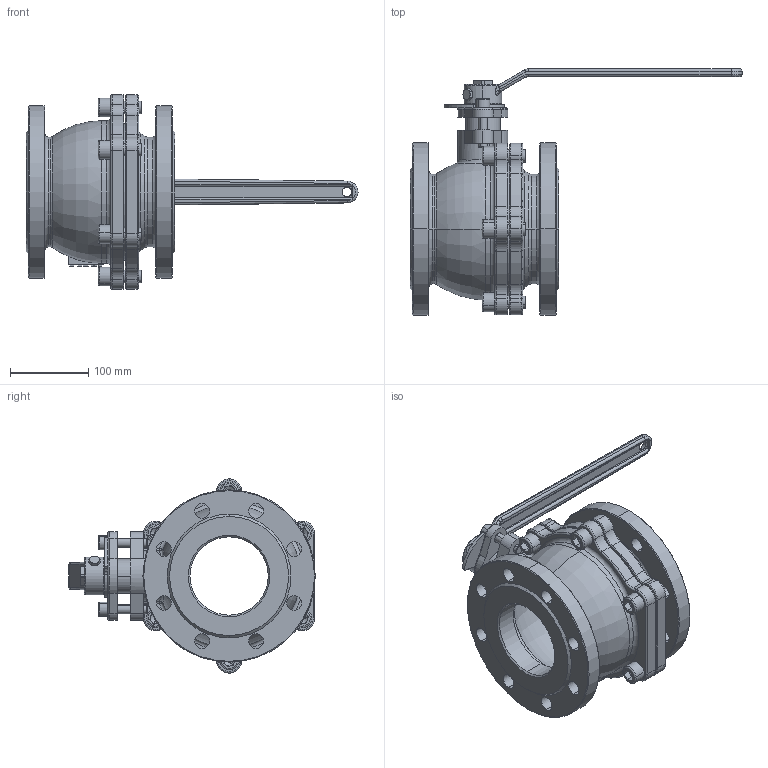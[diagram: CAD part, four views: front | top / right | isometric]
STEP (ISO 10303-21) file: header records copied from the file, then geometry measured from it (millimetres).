
FILE_DESCRIPTION (( 'STEP AP203' ), '1' );
FILE_NAME ('肅100蚾饜极.STEP', '2023-08-23T07:05:31', ( '' ), ( '' ), 'SwSTEP 2.0', 'SolidWorks 2021', '' );
FILE_SCHEMA (( 'CONFIG_CONTROL_DESIGN' ));
Length unit declared in the file: millimetre
Products named in the file (10): 日100借德100填料压盖; 日100借德100限位块; 日100借德100手柄; hexagon socket head cap screws gb_GB_FASTENER_SCREWS_HSHCS M16X40-N; hexagon socket head cap screws gb_GB_FASTENER_SCREWS_HSHCS M12X50-N; 肅100蚾饜极; 肅100酘概极1; hexagon head bolts-full thread gb_GB_FASTENER_BOLT_STBAB A M8X20-N; 肅100衵概极; 日100借德100阀杆
Assembly tree (15 placements, depth 2):
  肅100蚾饜极
    肅100酘概极1
    肅100衵概极
    日100借德100阀杆
    日100借德100填料压盖
    日100借德100限位块
    日100借德100手柄
    hexagon socket head cap screws gb_GB_FASTENER_SCREWS_HSHCS M16X40-N  x6
    hexagon socket head cap screws gb_GB_FASTENER_SCREWS_HSHCS M12X50-N  x2
    hexagon head bolts-full thread gb_GB_FASTENER_BOLT_STBAB A M8X20-N
Bounding box: 424 x 314.8 x 248 mm (x, y, z)
Volume: 2907346.3 mm3; surface area: 515196.3 mm2
Topology: 15 solids, 15 shells, 883 faces, 2194 edges, 1364 vertices
Faces by surface type: plane 343, cylinder 266, torus 124, cone 91, bspline 57, sphere 2
Entity records: 26225 total; most frequent: CARTESIAN_POINT 7147, DIRECTION 3816, ORIENTED_EDGE 3704, EDGE_CURVE 1852, AXIS2_PLACEMENT_3D 1467, VERTEX_POINT 1166, LINE 882, VECTOR 882
